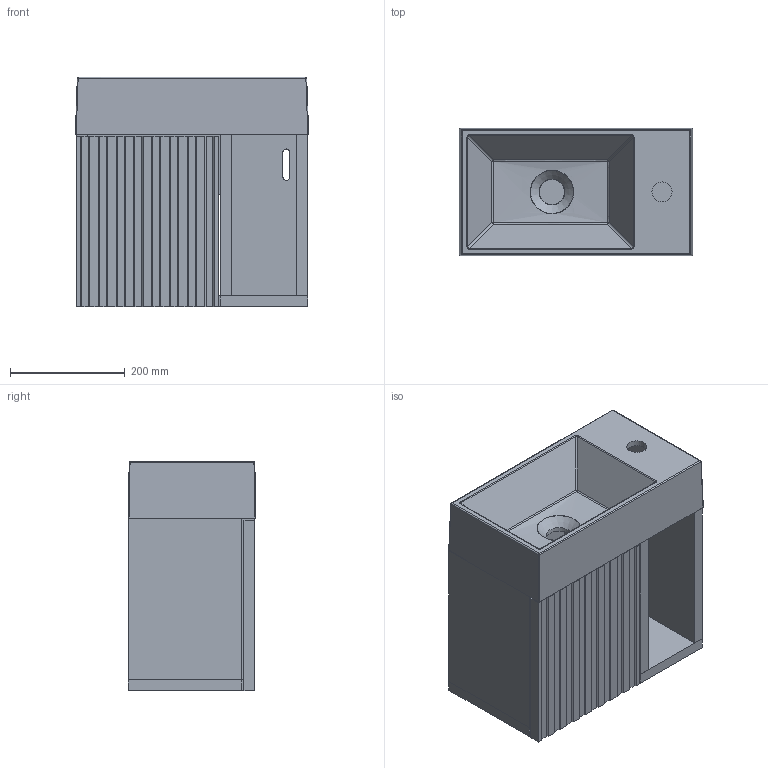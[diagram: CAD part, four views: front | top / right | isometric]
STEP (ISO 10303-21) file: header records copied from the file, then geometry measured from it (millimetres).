
FILE_DESCRIPTION(/* description */ (''),/* implementation_level */ '2;1');
FILE_NAME(/* name */ 'Copper 400+тумба.stp',/* time_stamp */ '2025-08-19T15:20:50+03:00',/* author */ ('ya'),/* organization */ (''),/* preprocessor_version */ 'ST-DEVELOPER v18.1',/* originating_system */ 'Autodesk Inventor 2022',/* authorisation */ '');
FILE_SCHEMA (('AUTOMOTIVE_DESIGN { 1 0 10303 214 3 1 1 }'));
Length unit declared in the file: millimetre
Products named in the file (3): Сборка1; Cooper 400; cooper 400т
Assembly tree (2 placements, depth 2):
  Сборка1
    Cooper 400
    cooper 400т
Bounding box: 406.98 x 222.84 x 400 mm (x, y, z)
Volume: 10059078.5 mm3; surface area: 1327187.1 mm2
Topology: 7 solids, 7 shells, 187 faces, 446 edges, 270 vertices
Faces by surface type: plane 97, bspline 41, cylinder 38, sphere 8, cone 3
Full cylindrical faces by diameter (mm): 35 x1
Entity records: 12380 total; most frequent: CARTESIAN_POINT 8187, ORIENTED_EDGE 880, DIRECTION 778, EDGE_CURVE 440, LINE 274, VECTOR 274, VERTEX_POINT 270, AXIS2_PLACEMENT_3D 252
